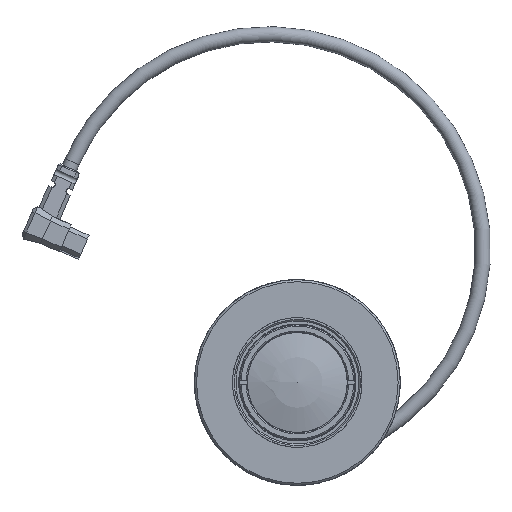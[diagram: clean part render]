
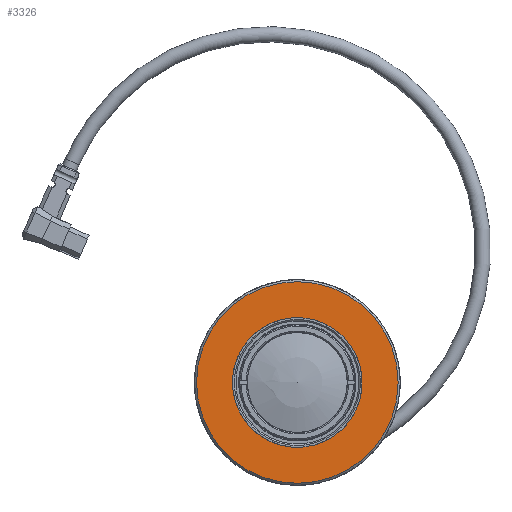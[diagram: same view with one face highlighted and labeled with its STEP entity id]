
A CAD part, left-side view. The second image highlights one B-rep face of the part: STEP entity #3326.
In plain terms, the highlighted planar face has unit normal (-1, 0, 0).
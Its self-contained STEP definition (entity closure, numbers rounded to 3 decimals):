
#3326=ADVANCED_FACE('BCT_REF_132402',(#4145,#4146),#3912,.F.);
#3912=PLANE('',#13202);
#4145=FACE_BOUND('',#4794,.T.);
#4146=FACE_BOUND('',#4795,.T.);
#4794=EDGE_LOOP('',(#6452));
#4795=EDGE_LOOP('',(#6453));
#6452=ORIENTED_EDGE('',*,*,#11186,.F.);
#6453=ORIENTED_EDGE('',*,*,#11185,.T.);
#9515=VERTEX_POINT('',#17815);
#9516=VERTEX_POINT('',#17818);
#11185=EDGE_CURVE('',#9515,#9515,#12585,.T.);
#11186=EDGE_CURVE('BCT_REF_125861',#9516,#9516,#12586,.T.);
#12585=CIRCLE('',#13199,24.5);
#12586=CIRCLE('',#13201,15.7);
#13199=AXIS2_PLACEMENT_3D('',#17814,#14955,#14956);
#13201=AXIS2_PLACEMENT_3D('',#17817,#14959,#14960);
#13202=AXIS2_PLACEMENT_3D('',#17819,#14961,#14962);
#14955=DIRECTION('',(-1.,0.,0.));
#14956=DIRECTION('',(0.,-0.866,0.5));
#14959=DIRECTION('',(-1.,0.,0.));
#14960=DIRECTION('',(0.,-0.866,0.5));
#14961=DIRECTION('',(1.,0.,0.));
#14962=DIRECTION('',(0.,0.866,-0.5));
#17814=CARTESIAN_POINT('',(-43.177,0.,0.));
#17815=CARTESIAN_POINT('',(-43.177,-21.218,12.25));
#17817=CARTESIAN_POINT('',(-43.177,0.,0.));
#17818=CARTESIAN_POINT('',(-43.177,-13.597,7.85));
#17819=CARTESIAN_POINT('',(-43.177,12.25,21.218));
